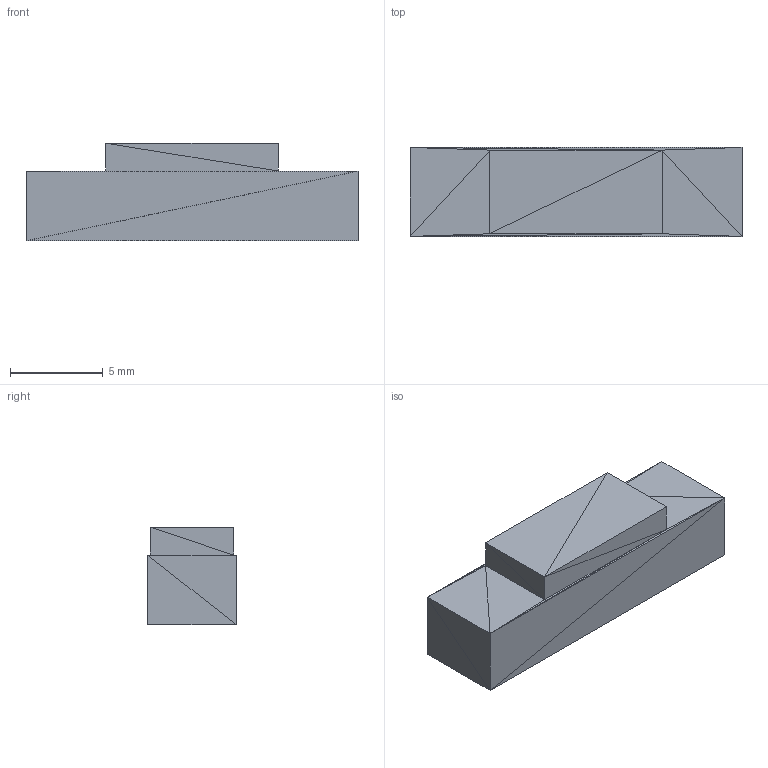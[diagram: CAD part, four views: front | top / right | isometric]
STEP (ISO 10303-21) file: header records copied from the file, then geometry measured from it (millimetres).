
FILE_DESCRIPTION((''),'2;1');
FILE_NAME('POJISTKA', '2026-01-25T10:41:18', (''), (''), 'ImageToStl.com STEP Converter','', '');
FILE_SCHEMA(('AUTOMOTIVE_DESIGN_CC2'));
Length unit declared in the file: metre
Products named in the file (1): product0
Bounding box: 17.85 x 4.78 x 5.25 mm (x, y, z)
Surface area: 381.8 mm2 (no closed solid volume)
Topology: 0 solids, 28 shells, 28 faces, 84 edges, 16 vertices
Faces by surface type: plane 28
Entity records: 676 total; most frequent: DIRECTION 142, ORIENTED_EDGE 84, EDGE_CURVE 84, LINE 84, VECTOR 84, AXIS2_PLACEMENT_3D 29, FACE_SURFACE 28, PLANE 28
